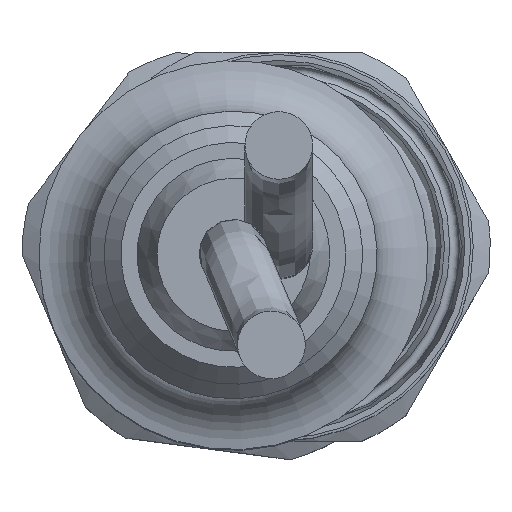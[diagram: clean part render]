
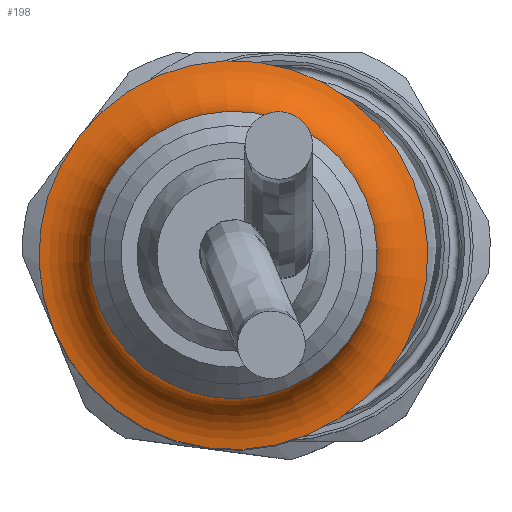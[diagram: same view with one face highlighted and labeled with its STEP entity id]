
A CAD part, top view. The second image highlights one B-rep face of the part: STEP entity #198.
In plain terms, the highlighted toroidal (fillet/blend) face has major radius 11.815 mm and minor radius 3.315 mm.
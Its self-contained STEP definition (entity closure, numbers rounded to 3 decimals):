
#198 = ADVANCED_FACE( '', ( #486, #487 ), #488, .F. );
#486 = FACE_OUTER_BOUND( '', #914, .T. );
#487 = FACE_OUTER_BOUND( '', #915, .T. );
#488 = TOROIDAL_SURFACE( '', #916, 11.815, 3.315 );
#914 = EDGE_LOOP( '', ( #2625 ) );
#915 = EDGE_LOOP( '', ( #2626 ) );
#916 = AXIS2_PLACEMENT_3D( '', #2627, #2628, #2629 );
#2625 = ORIENTED_EDGE( '', *, *, #3208, .T. );
#2626 = ORIENTED_EDGE( '', *, *, #3279, .F. );
#2627 = CARTESIAN_POINT( '', ( 0., 0., 10.5 ) );
#2628 = DIRECTION( '', ( 0., 0., 1. ) );
#2629 = DIRECTION( '', ( 1., 0., 0. ) );
#3208 = EDGE_CURVE( '', #3485, #3485, #3486, .T. );
#3279 = EDGE_CURVE( '', #3603, #3603, #3604, .T. );
#3485 = VERTEX_POINT( '', #3893 );
#3486 = CIRCLE( '', #3894, 11.5 );
#3603 = VERTEX_POINT( '', #4123 );
#3604 = CIRCLE( '', #4124, 8.5 );
#3893 = CARTESIAN_POINT( '', ( 11.5, 0., 7.2 ) );
#3894 = AXIS2_PLACEMENT_3D( '', #4451, #4452, #4453 );
#4123 = CARTESIAN_POINT( '', ( 8.5, 0., 10.5 ) );
#4124 = AXIS2_PLACEMENT_3D( '', #4547, #4548, #4549 );
#4451 = CARTESIAN_POINT( '', ( 0., 0., 7.2 ) );
#4452 = DIRECTION( '', ( 0., 0., 1. ) );
#4453 = DIRECTION( '', ( 1., 0., 0. ) );
#4547 = CARTESIAN_POINT( '', ( 0., 0., 10.5 ) );
#4548 = DIRECTION( '', ( 0., 0., 1. ) );
#4549 = DIRECTION( '', ( 1., 0., 0. ) );
